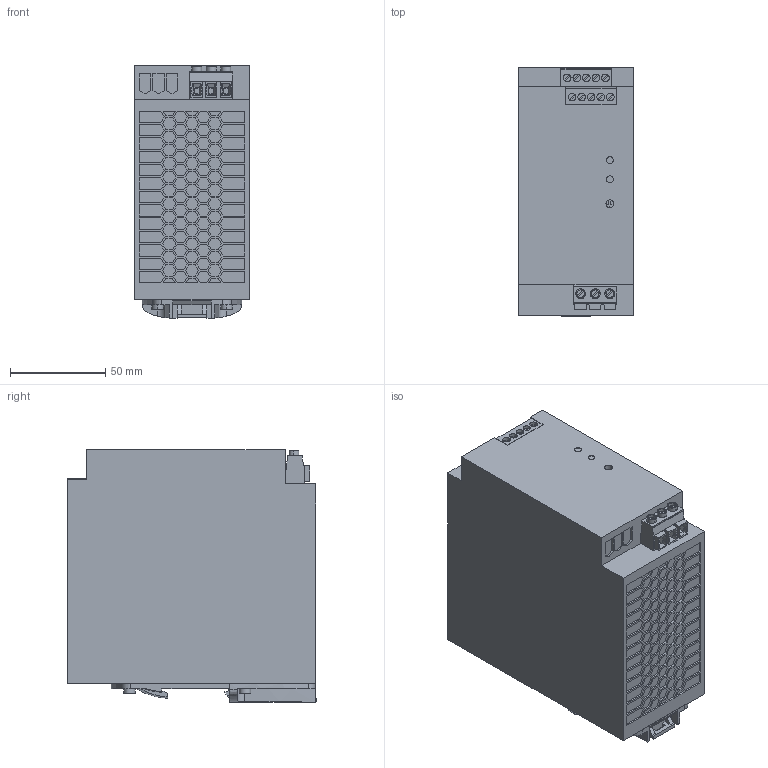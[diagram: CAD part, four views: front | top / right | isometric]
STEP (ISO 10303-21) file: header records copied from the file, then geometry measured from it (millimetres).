
FILE_DESCRIPTION(('Creo Elements/Direct Modeling STEP Export'),'2;1');
FILE_NAME('model.stp','2018-03-19T16:14:09',(''),(''),'Creo Elements/Direct Modeling STEP processor for AP214 (Solid Model)','Creo Elements/Direct Modeling 18.1I 14-Aug-2016 (C) Parametric Technology GmbH','');
FILE_SCHEMA(('AUTOMOTIVE_DESIGN { 1 0 10303 214 1 1 1 1 }'));
Products named in the file (2): QUINT_PS_1AC_24DC_10_CO-select
Assembly tree (1 placements, depth 2):
  QUINT_PS_1AC_24DC_10_CO-select
    QUINT_PS_1AC_24DC_10_CO-select
Bounding box: 60 x 130.45 x 132.2 mm (x, y, z)
Volume: 946219 mm3; surface area: 71709.4 mm2
Topology: 1 solids, 1 shells, 1729 faces, 4473 edges, 2977 vertices
Faces by surface type: plane 1626, cylinder 97, bspline 6
Entity records: 66364 total; most frequent: CARTESIAN_POINT 10236, ORIENTED_EDGE 8946, DIRECTION 7978, EDGE_CURVE 4473, VECTOR 4192, LINE 4192, VERTEX_POINT 2977, EDGE_LOOP 1962
